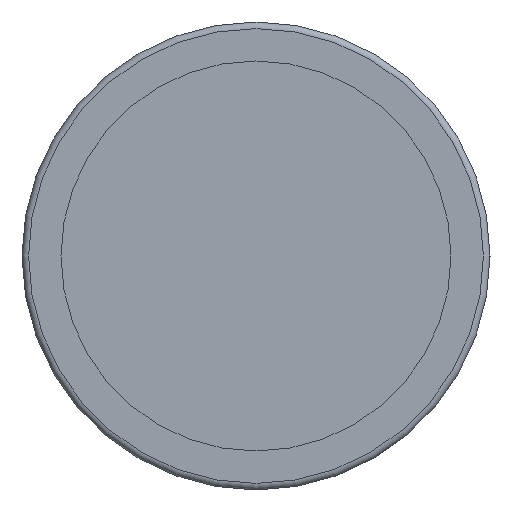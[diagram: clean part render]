
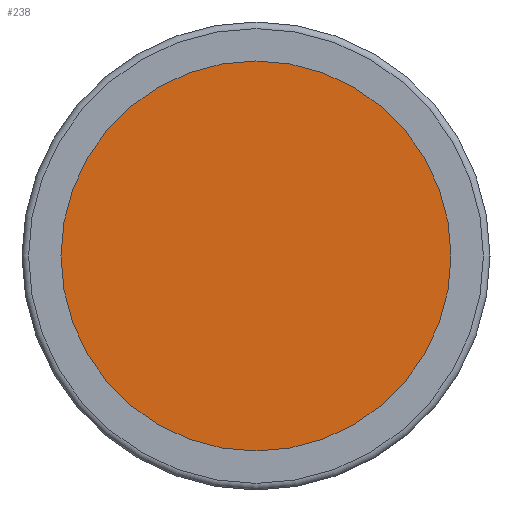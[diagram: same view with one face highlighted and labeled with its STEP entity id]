
A CAD part, front view. The second image highlights one B-rep face of the part: STEP entity #238.
In plain terms, the highlighted face is planar.
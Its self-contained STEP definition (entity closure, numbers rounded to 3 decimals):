
#33=PLANE('',#294);
#56=FACE_OUTER_BOUND('',#77,.T.);
#77=EDGE_LOOP('',(#216));
#97=CIRCLE('',#268,7.5);
#119=VERTEX_POINT('',#413);
#140=EDGE_CURVE('',#119,#119,#97,.T.);
#216=ORIENTED_EDGE('',*,*,#140,.T.);
#238=ADVANCED_FACE('',(#56),#33,.T.);
#268=AXIS2_PLACEMENT_3D('',#414,#329,#330);
#294=AXIS2_PLACEMENT_3D('',#454,#385,#386);
#329=DIRECTION('center_axis',(-1.,0.,0.));
#330=DIRECTION('ref_axis',(0.,-1.,0.));
#385=DIRECTION('center_axis',(-1.,0.,0.));
#386=DIRECTION('ref_axis',(0.,-1.,0.));
#413=CARTESIAN_POINT('',(-32.275,7.5,0.));
#414=CARTESIAN_POINT('Origin',(-32.275,0.,0.));
#454=CARTESIAN_POINT('Origin',(-32.275,0.,0.));
